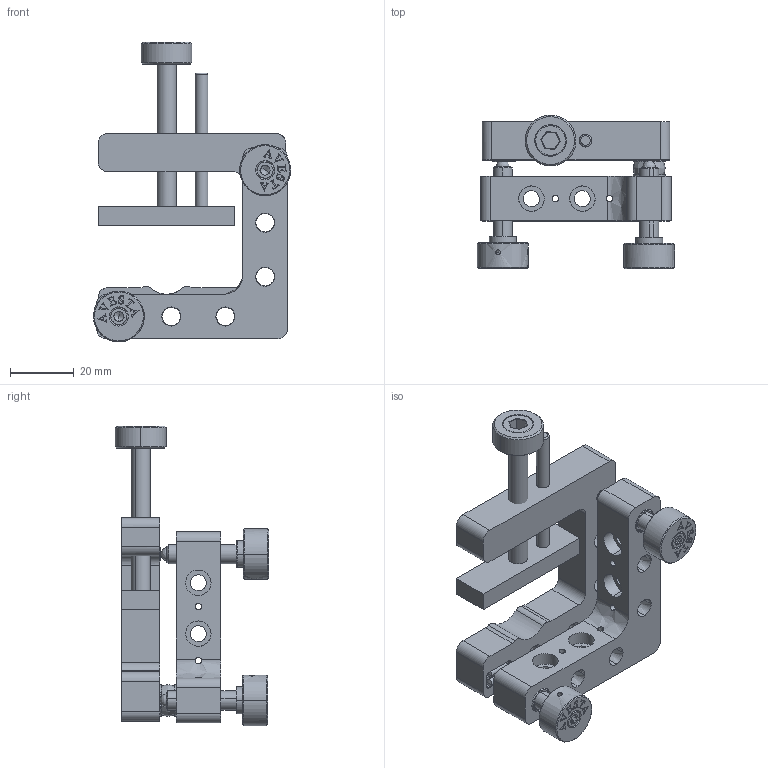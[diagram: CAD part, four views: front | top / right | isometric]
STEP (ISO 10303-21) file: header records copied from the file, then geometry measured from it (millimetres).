
FILE_DESCRIPTION(/* description */ (''),/* implementation_level */ '2;1');
FILE_NAME(/* name */ '01_MMR-VS',/* time_stamp */ '2024-08-13T10:10:26+03:00',/* author */ (''),/* organization */ (''),/* preprocessor_version */ 'ST-DEVELOPER v15',/* originating_system */ '',/* authorisation */ '');
FILE_SCHEMA (('AUTOMOTIVE_DESIGN'));
Length unit declared in the file: millimetre
Products named in the file (1): Document
Bounding box: 62 x 48.28 x 94.25 mm (x, y, z)
Volume: 50912.8 mm3; surface area: 28797.1 mm2
Topology: 18 solids, 18 shells, 718 faces, 1973 edges, 1303 vertices
Faces by surface type: bspline 395, plane 323
Entity records: 25416 total; most frequent: CARTESIAN_POINT 13602, ORIENTED_EDGE 3906, EDGE_CURVE 1953, VERTEX_POINT 1303, B_SPLINE_CURVE_WITH_KNOTS 1119, EDGE_LOOP 824, ADVANCED_FACE 718, FACE_OUTER_BOUND 718
